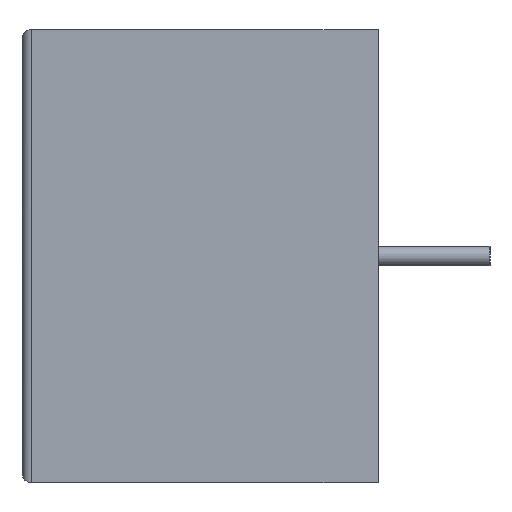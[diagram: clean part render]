
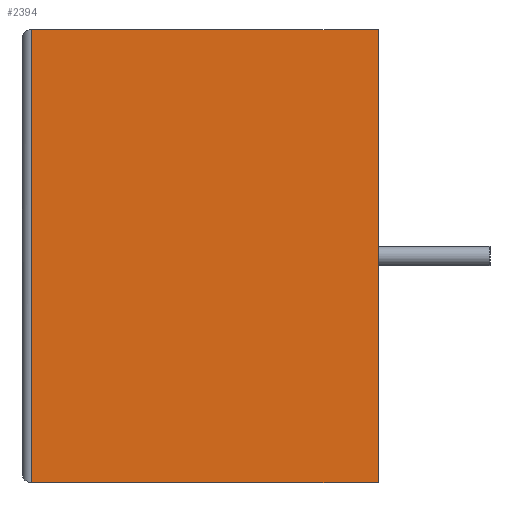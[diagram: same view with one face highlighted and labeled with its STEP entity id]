
A CAD part, left-side view. The second image highlights one B-rep face of the part: STEP entity #2394.
In plain terms, the highlighted planar face has unit normal (-1, 0, 0).
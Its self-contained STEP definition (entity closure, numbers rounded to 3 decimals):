
#96 = LINE ( 'NONE', #773, #2428 ) ;
#129 = LINE ( 'NONE', #555, #434 ) ;
#165 = CARTESIAN_POINT ( 'NONE',  ( 0., 0., 0. ) ) ;
#166 = PLANE ( 'NONE',  #1658 ) ;
#169 = CARTESIAN_POINT ( 'NONE',  ( 0., 0., 24.3 ) ) ;
#219 = DIRECTION ( 'NONE',  ( 0., -1., 0. ) ) ;
#291 = CARTESIAN_POINT ( 'NONE',  ( 0., 18.6, 0. ) ) ;
#357 = LINE ( 'NONE', #165, #2743 ) ;
#434 = VECTOR ( 'NONE', #1237, 1000. ) ;
#507 = CARTESIAN_POINT ( 'NONE',  ( 0., 18.6, 24.3 ) ) ;
#539 = ORIENTED_EDGE ( 'NONE', *, *, #1609, .T. ) ;
#541 = ORIENTED_EDGE ( 'NONE', *, *, #2807, .F. ) ;
#555 = CARTESIAN_POINT ( 'NONE',  ( 0., 0., 24.3 ) ) ;
#680 = FACE_OUTER_BOUND ( 'NONE', #1269, .T. ) ;
#734 = ORIENTED_EDGE ( 'NONE', *, *, #1112, .T. ) ;
#769 = VECTOR ( 'NONE', #219, 1000. ) ;
#773 = CARTESIAN_POINT ( 'NONE',  ( 0., 18.6, 24.3 ) ) ;
#1112 = EDGE_CURVE ( 'NONE', #1541, #1853, #96, .T. ) ;
#1123 = VERTEX_POINT ( 'NONE', #2406 ) ;
#1237 = DIRECTION ( 'NONE',  ( 0., 0., -1. ) ) ;
#1269 = EDGE_LOOP ( 'NONE', ( #1619, #734, #539, #541 ) ) ;
#1315 = VERTEX_POINT ( 'NONE', #169 ) ;
#1434 = EDGE_CURVE ( 'NONE', #1541, #1315, #2597, .T. ) ;
#1541 = VERTEX_POINT ( 'NONE', #507 ) ;
#1609 = EDGE_CURVE ( 'NONE', #1853, #1123, #357, .T. ) ;
#1612 = CARTESIAN_POINT ( 'NONE',  ( 0., 0., 24.3 ) ) ;
#1619 = ORIENTED_EDGE ( 'NONE', *, *, #1434, .F. ) ;
#1632 = CARTESIAN_POINT ( 'NONE',  ( 0., 0., 24.3 ) ) ;
#1658 = AXIS2_PLACEMENT_3D ( 'NONE', #1612, #2086, #3028 ) ;
#1710 = DIRECTION ( 'NONE',  ( 0., 0., -1. ) ) ;
#1853 = VERTEX_POINT ( 'NONE', #291 ) ;
#2086 = DIRECTION ( 'NONE',  ( 1., 0., 0. ) ) ;
#2394 = ADVANCED_FACE ( 'NONE', ( #680 ), #166, .F. ) ;
#2406 = CARTESIAN_POINT ( 'NONE',  ( 0., 0., 0. ) ) ;
#2428 = VECTOR ( 'NONE', #1710, 1000. ) ;
#2597 = LINE ( 'NONE', #1632, #769 ) ;
#2743 = VECTOR ( 'NONE', #2939, 1000. ) ;
#2807 = EDGE_CURVE ( 'NONE', #1315, #1123, #129, .T. ) ;
#2939 = DIRECTION ( 'NONE',  ( 0., -1., 0. ) ) ;
#3028 = DIRECTION ( 'NONE',  ( 0., 0., -1. ) ) ;
